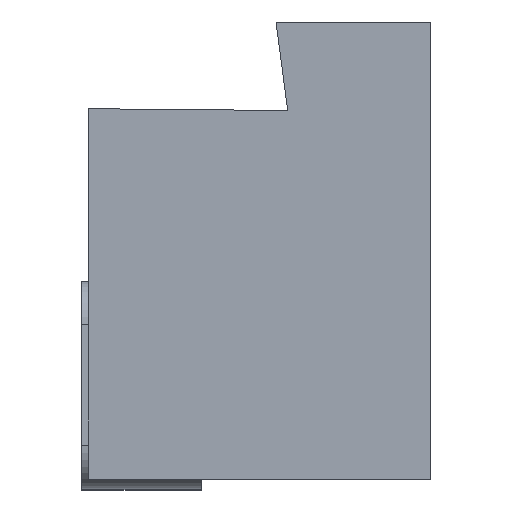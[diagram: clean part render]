
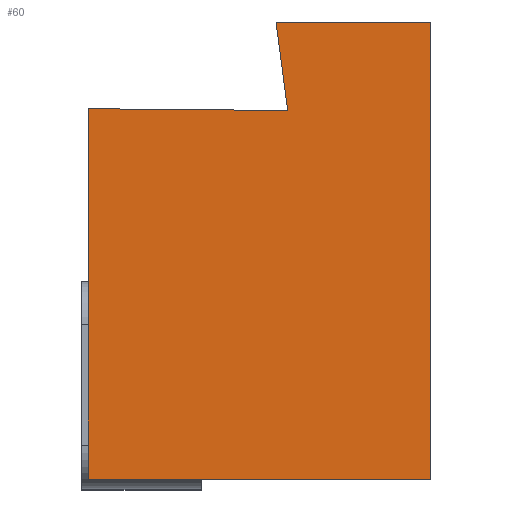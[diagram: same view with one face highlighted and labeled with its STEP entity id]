
A CAD part, left-side view. The second image highlights one B-rep face of the part: STEP entity #60.
In plain terms, the highlighted planar face has unit normal (-1, 0, 0).
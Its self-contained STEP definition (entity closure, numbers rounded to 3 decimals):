
#60=ADVANCED_FACE('',(#99),#78,.F.);
#78=PLANE('',#461);
#99=FACE_OUTER_BOUND('',#121,.T.);
#121=EDGE_LOOP('',(#277,#278,#279,#280,#281,#282));
#152=LINE('',#647,#198);
#153=LINE('',#650,#199);
#154=LINE('',#652,#200);
#155=LINE('',#654,#201);
#156=LINE('',#656,#202);
#157=LINE('',#658,#203);
#198=VECTOR('',#535,1.);
#199=VECTOR('',#536,1.);
#200=VECTOR('',#537,1.);
#201=VECTOR('',#538,1.);
#202=VECTOR('',#539,1.);
#203=VECTOR('',#540,1.);
#277=ORIENTED_EDGE('',*,*,#403,.T.);
#278=ORIENTED_EDGE('',*,*,#404,.F.);
#279=ORIENTED_EDGE('',*,*,#405,.F.);
#280=ORIENTED_EDGE('',*,*,#406,.T.);
#281=ORIENTED_EDGE('',*,*,#407,.T.);
#282=ORIENTED_EDGE('',*,*,#408,.T.);
#357=VERTEX_POINT('',#648);
#358=VERTEX_POINT('',#649);
#359=VERTEX_POINT('',#651);
#360=VERTEX_POINT('',#653);
#361=VERTEX_POINT('',#655);
#362=VERTEX_POINT('',#657);
#403=EDGE_CURVE('',#357,#358,#152,.T.);
#404=EDGE_CURVE('',#359,#358,#153,.T.);
#405=EDGE_CURVE('',#360,#359,#154,.T.);
#406=EDGE_CURVE('',#360,#361,#155,.T.);
#407=EDGE_CURVE('',#361,#362,#156,.T.);
#408=EDGE_CURVE('',#362,#357,#157,.T.);
#461=AXIS2_PLACEMENT_3D('',#659,#541,#542);
#535=DIRECTION('',(0.,1.,0.009));
#536=DIRECTION('',(0.,0.,1.));
#537=DIRECTION('',(0.,1.,0.));
#538=DIRECTION('',(0.,0.,1.));
#539=DIRECTION('',(0.,1.,0.));
#540=DIRECTION('',(0.,-0.131,-0.991));
#541=DIRECTION('',(1.,0.,0.));
#542=DIRECTION('',(0.,0.,1.));
#647=CARTESIAN_POINT('',(-21.95,-0.294,-8.238));
#648=CARTESIAN_POINT('',(-21.95,13.09,-8.121));
#649=CARTESIAN_POINT('',(-21.95,31.4,-7.961));
#650=CARTESIAN_POINT('',(-21.95,31.4,-41.956));
#651=CARTESIAN_POINT('',(-21.95,31.4,-41.956));
#652=CARTESIAN_POINT('',(-21.95,0.,-41.956));
#653=CARTESIAN_POINT('',(-21.95,0.,-41.956));
#654=CARTESIAN_POINT('',(-21.95,0.,-41.956));
#655=CARTESIAN_POINT('',(-21.95,0.,0.));
#656=CARTESIAN_POINT('',(-21.95,0.,0.));
#657=CARTESIAN_POINT('',(-21.95,14.159,0.));
#658=CARTESIAN_POINT('',(-21.95,8.488,-43.074));
#659=CARTESIAN_POINT('',(-21.95,0.,-41.956));
